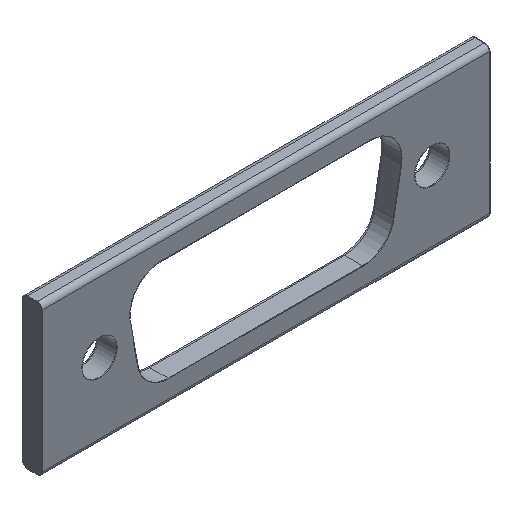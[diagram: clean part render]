
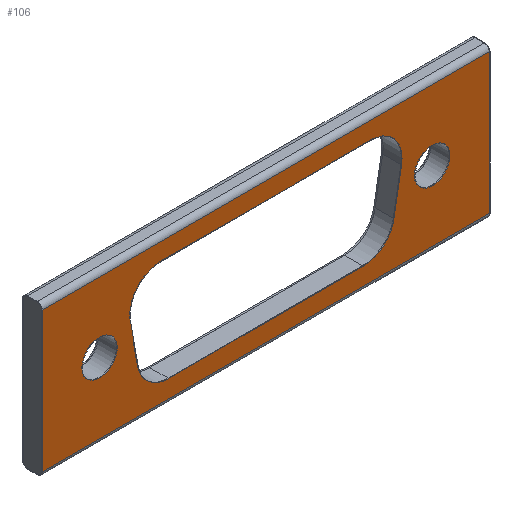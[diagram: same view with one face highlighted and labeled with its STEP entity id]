
A CAD part, isometric view. The second image highlights one B-rep face of the part: STEP entity #106.
In plain terms, the highlighted planar face has unit normal (0, -1, 0).
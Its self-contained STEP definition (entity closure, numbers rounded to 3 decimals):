
#106 = ADVANCED_FACE( '', ( #275, #276, #277, #278 ), #279, .T. );
#275 = FACE_BOUND( '', #528, .T. );
#276 = FACE_OUTER_BOUND( '', #529, .T. );
#277 = FACE_BOUND( '', #530, .T. );
#278 = FACE_BOUND( '', #531, .T. );
#279 = PLANE( '', #532 );
#528 = EDGE_LOOP( '', ( #797 ) );
#529 = EDGE_LOOP( '', ( #798, #799, #800, #801 ) );
#530 = EDGE_LOOP( '', ( #802 ) );
#531 = EDGE_LOOP( '', ( #803, #804, #805, #806, #807, #808, #809, #810 ) );
#532 = AXIS2_PLACEMENT_3D( '', #811, #812, #813 );
#797 = ORIENTED_EDGE( '', *, *, #1429, .T. );
#798 = ORIENTED_EDGE( '', *, *, #1430, .T. );
#799 = ORIENTED_EDGE( '', *, *, #1431, .T. );
#800 = ORIENTED_EDGE( '', *, *, #1432, .T. );
#801 = ORIENTED_EDGE( '', *, *, #1433, .T. );
#802 = ORIENTED_EDGE( '', *, *, #1434, .F. );
#803 = ORIENTED_EDGE( '', *, *, #1435, .T. );
#804 = ORIENTED_EDGE( '', *, *, #1436, .T. );
#805 = ORIENTED_EDGE( '', *, *, #1437, .T. );
#806 = ORIENTED_EDGE( '', *, *, #1438, .T. );
#807 = ORIENTED_EDGE( '', *, *, #1439, .T. );
#808 = ORIENTED_EDGE( '', *, *, #1440, .T. );
#809 = ORIENTED_EDGE( '', *, *, #1441, .T. );
#810 = ORIENTED_EDGE( '', *, *, #1427, .T. );
#811 = CARTESIAN_POINT( '', ( -22.375, -0.975, -7.5 ) );
#812 = DIRECTION( '', ( 0., -1., 0. ) );
#813 = DIRECTION( '', ( 0., 0., -1. ) );
#1427 = EDGE_CURVE( '', #1686, #1691, #1693, .F. );
#1429 = EDGE_CURVE( '', #1695, #1695, #1696, .F. );
#1430 = EDGE_CURVE( '', #1697, #1698, #1699, .T. );
#1431 = EDGE_CURVE( '', #1698, #1700, #1701, .T. );
#1432 = EDGE_CURVE( '', #1700, #1702, #1703, .T. );
#1433 = EDGE_CURVE( '', #1702, #1697, #1704, .T. );
#1434 = EDGE_CURVE( '', #1705, #1705, #1706, .T. );
#1435 = EDGE_CURVE( '', #1691, #1707, #1708, .T. );
#1436 = EDGE_CURVE( '', #1707, #1709, #1710, .F. );
#1437 = EDGE_CURVE( '', #1709, #1711, #1712, .T. );
#1438 = EDGE_CURVE( '', #1711, #1713, #1714, .F. );
#1439 = EDGE_CURVE( '', #1713, #1715, #1716, .T. );
#1440 = EDGE_CURVE( '', #1715, #1717, #1718, .F. );
#1441 = EDGE_CURVE( '', #1717, #1686, #1719, .T. );
#1686 = VERTEX_POINT( '', #2066 );
#1691 = VERTEX_POINT( '', #2072 );
#1693 = CIRCLE( '', #2075, 3.1 );
#1695 = VERTEX_POINT( '', #2077 );
#1696 = CIRCLE( '', #2078, 1.75 );
#1697 = VERTEX_POINT( '', #2079 );
#1698 = VERTEX_POINT( '', #2080 );
#1699 = LINE( '', #2081, #2082 );
#1700 = VERTEX_POINT( '', #2083 );
#1701 = LINE( '', #2084, #2085 );
#1702 = VERTEX_POINT( '', #2086 );
#1703 = LINE( '', #2087, #2088 );
#1704 = LINE( '', #2089, #2090 );
#1705 = VERTEX_POINT( '', #2091 );
#1706 = CIRCLE( '', #2092, 1.75 );
#1707 = VERTEX_POINT( '', #2093 );
#1708 = LINE( '', #2094, #2095 );
#1709 = VERTEX_POINT( '', #2096 );
#1710 = CIRCLE( '', #2097, 3.1 );
#1711 = VERTEX_POINT( '', #2098 );
#1712 = LINE( '', #2099, #2100 );
#1713 = VERTEX_POINT( '', #2101 );
#1714 = CIRCLE( '', #2102, 3.1 );
#1715 = VERTEX_POINT( '', #2103 );
#1716 = LINE( '', #2104, #2105 );
#1717 = VERTEX_POINT( '', #2106 );
#1718 = CIRCLE( '', #2107, 3.1 );
#1719 = LINE( '', #2108, #2109 );
#2066 = CARTESIAN_POINT( '', ( -9.727, -0.975, -5.25 ) );
#2072 = CARTESIAN_POINT( '', ( -12.78, -0.975, -2.688 ) );
#2075 = AXIS2_PLACEMENT_3D( '', #2523, #2524, #2525 );
#2077 = CARTESIAN_POINT( '', ( 16.625, -0.975, -1.75 ) );
#2078 = AXIS2_PLACEMENT_3D( '', #2526, #2527, #2528 );
#2079 = CARTESIAN_POINT( '', ( -22.375, -0.975, 7. ) );
#2080 = CARTESIAN_POINT( '', ( -22.375, -0.975, -7. ) );
#2081 = CARTESIAN_POINT( '', ( -22.375, -0.975, 7.5 ) );
#2082 = VECTOR( '', #2529, 1000. );
#2083 = CARTESIAN_POINT( '', ( 22.375, -0.975, -7. ) );
#2084 = CARTESIAN_POINT( '', ( 22.375, -0.975, -7. ) );
#2085 = VECTOR( '', #2530, 1000. );
#2086 = CARTESIAN_POINT( '', ( 22.375, -0.975, 7. ) );
#2087 = CARTESIAN_POINT( '', ( 22.375, -0.975, -7.5 ) );
#2088 = VECTOR( '', #2531, 1000. );
#2089 = CARTESIAN_POINT( '', ( -22.375, -0.975, 7. ) );
#2090 = VECTOR( '', #2532, 1000. );
#2091 = CARTESIAN_POINT( '', ( -16.625, -0.975, -1.75 ) );
#2092 = AXIS2_PLACEMENT_3D( '', #2533, #2534, #2535 );
#2093 = CARTESIAN_POINT( '', ( -13.538, -0.975, 1.612 ) );
#2094 = CARTESIAN_POINT( '', ( -12.246, -0.975, -5.714 ) );
#2095 = VECTOR( '', #2536, 1000. );
#2096 = CARTESIAN_POINT( '', ( -10.485, -0.975, 5.25 ) );
#2097 = AXIS2_PLACEMENT_3D( '', #2537, #2538, #2539 );
#2098 = CARTESIAN_POINT( '', ( 10.485, -0.975, 5.25 ) );
#2099 = CARTESIAN_POINT( '', ( -22.375, -0.975, 5.25 ) );
#2100 = VECTOR( '', #2540, 1000. );
#2101 = CARTESIAN_POINT( '', ( 13.538, -0.975, 1.612 ) );
#2102 = AXIS2_PLACEMENT_3D( '', #2541, #2542, #2543 );
#2103 = CARTESIAN_POINT( '', ( 12.78, -0.975, -2.688 ) );
#2104 = CARTESIAN_POINT( '', ( 10.897, -0.975, -13.367 ) );
#2105 = VECTOR( '', #2544, 1000. );
#2106 = CARTESIAN_POINT( '', ( 9.727, -0.975, -5.25 ) );
#2107 = AXIS2_PLACEMENT_3D( '', #2545, #2546, #2547 );
#2108 = CARTESIAN_POINT( '', ( -22.375, -0.975, -5.25 ) );
#2109 = VECTOR( '', #2548, 1000. );
#2523 = CARTESIAN_POINT( '', ( -9.727, -0.975, -2.15 ) );
#2524 = DIRECTION( '', ( 0., -1., 0. ) );
#2525 = DIRECTION( '', ( 0., 0., -1. ) );
#2526 = CARTESIAN_POINT( '', ( 16.625, -0.975, 0. ) );
#2527 = DIRECTION( '', ( 0., -1., 0. ) );
#2528 = DIRECTION( '', ( 0., 0., -1. ) );
#2529 = DIRECTION( '', ( 0., 0., -1. ) );
#2530 = DIRECTION( '', ( 1., 0., 0. ) );
#2531 = DIRECTION( '', ( 0., 0., 1. ) );
#2532 = DIRECTION( '', ( -1., 0., 0. ) );
#2533 = CARTESIAN_POINT( '', ( -16.625, -0.975, 0. ) );
#2534 = DIRECTION( '', ( 0., -1., 0. ) );
#2535 = DIRECTION( '', ( 0., 0., -1. ) );
#2536 = DIRECTION( '', ( -0.174, 0., 0.985 ) );
#2537 = CARTESIAN_POINT( '', ( -10.485, -0.975, 2.15 ) );
#2538 = DIRECTION( '', ( 0., -1., 0. ) );
#2539 = DIRECTION( '', ( 0., 0., -1. ) );
#2540 = DIRECTION( '', ( 1., 0., 0. ) );
#2541 = CARTESIAN_POINT( '', ( 10.485, -0.975, 2.15 ) );
#2542 = DIRECTION( '', ( 0., -1., 0. ) );
#2543 = DIRECTION( '', ( 0., 0., -1. ) );
#2544 = DIRECTION( '', ( -0.174, 0., -0.985 ) );
#2545 = CARTESIAN_POINT( '', ( 9.727, -0.975, -2.15 ) );
#2546 = DIRECTION( '', ( 0., -1., 0. ) );
#2547 = DIRECTION( '', ( 0., 0., -1. ) );
#2548 = DIRECTION( '', ( -1., 0., 0. ) );
